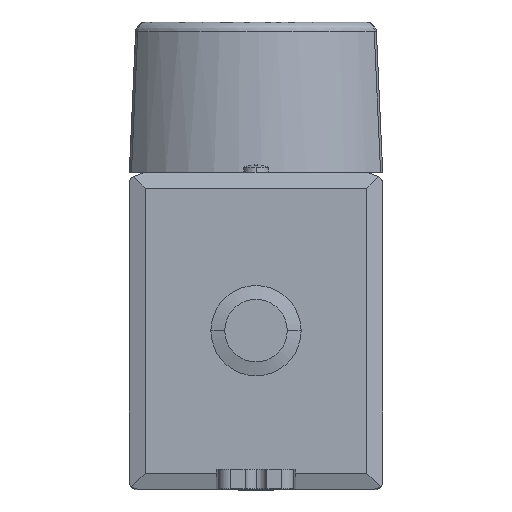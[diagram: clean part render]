
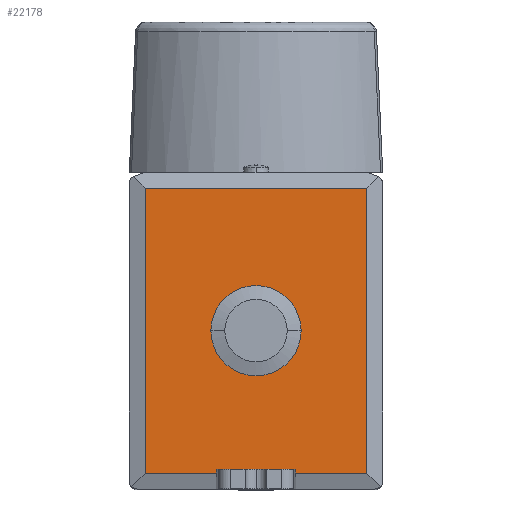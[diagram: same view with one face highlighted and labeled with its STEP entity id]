
A CAD part, top view. The second image highlights one B-rep face of the part: STEP entity #22178.
In plain terms, the highlighted planar face has unit normal (0, 0, 1).
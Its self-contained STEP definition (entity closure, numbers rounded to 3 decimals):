
#1112 = EDGE_LOOP ( 'NONE', ( #4352, #4348 ) ) ;
#2253 = VERTEX_POINT ( 'NONE', #14931 ) ;
#2376 = VERTEX_POINT ( 'NONE', #15054 ) ;
#2557 = VERTEX_POINT ( 'NONE', #15235 ) ;
#2578 = VERTEX_POINT ( 'NONE', #15256 ) ;
#2598 = VERTEX_POINT ( 'NONE', #15276 ) ;
#2599 = VERTEX_POINT ( 'NONE', #15277 ) ;
#2780 = EDGE_LOOP ( 'NONE', ( #4395, #4394, #4392, #4372, #4369, #4370, #4365, #4347 ) ) ;
#3149 = CARTESIAN_POINT ( 'NONE',  ( 30., 77.144, 58. ) ) ;
#3150 = FACE_BOUND ( 'NONE', #1112, .T. ) ;
#3154 = FACE_OUTER_BOUND ( 'NONE', #2780, .T. ) ;
#3155 = PLANE ( 'NONE',  #11444 ) ;
#3157 = DIRECTION ( 'NONE',  ( 0., 0., -1. ) ) ;
#3158 = DIRECTION ( 'NONE',  ( -1., 0., 0. ) ) ;
#4347 = ORIENTED_EDGE ( 'NONE', *, *, #21632, .T. ) ;
#4348 = ORIENTED_EDGE ( 'NONE', *, *, #17506, .T. ) ;
#4352 = ORIENTED_EDGE ( 'NONE', *, *, #21677, .T. ) ;
#4365 = ORIENTED_EDGE ( 'NONE', *, *, #17657, .T. ) ;
#4369 = ORIENTED_EDGE ( 'NONE', *, *, #17839, .T. ) ;
#4370 = ORIENTED_EDGE ( 'NONE', *, *, #17706, .F. ) ;
#4372 = ORIENTED_EDGE ( 'NONE', *, *, #17662, .T. ) ;
#4392 = ORIENTED_EDGE ( 'NONE', *, *, #17811, .T. ) ;
#4394 = ORIENTED_EDGE ( 'NONE', *, *, #21661, .T. ) ;
#4395 = ORIENTED_EDGE ( 'NONE', *, *, #16164, .T. ) ;
#5528 = LINE ( 'NONE', #5530, #7286 ) ;
#5530 = CARTESIAN_POINT ( 'NONE',  ( 30., 4., 58. ) ) ;
#5531 = DIRECTION ( 'NONE',  ( 1., 0., 0. ) ) ;
#7286 = VECTOR ( 'NONE', #5531, 1000. ) ;
#8259 = CARTESIAN_POINT ( 'NONE',  ( 0., 40., 58. ) ) ;
#8260 = DIRECTION ( 'NONE',  ( 0., 0., -1. ) ) ;
#8261 = DIRECTION ( 'NONE',  ( 1., 0., 0. ) ) ;
#8510 = CARTESIAN_POINT ( 'NONE',  ( -10., 5., 58. ) ) ;
#8511 = LINE ( 'NONE', #8510, #18928 ) ;
#8514 = LINE ( 'NONE', #8515, #18932 ) ;
#8515 = CARTESIAN_POINT ( 'NONE',  ( -28., 77.144, 58. ) ) ;
#8519 = DIRECTION ( 'NONE',  ( 1., 0., 0. ) ) ;
#8525 = DIRECTION ( 'NONE',  ( 0., -1., 0. ) ) ;
#8566 = LINE ( 'NONE', #8581, #18951 ) ;
#8581 = CARTESIAN_POINT ( 'NONE',  ( -10., 5., 58. ) ) ;
#8582 = DIRECTION ( 'NONE',  ( 0., -1., 0. ) ) ;
#9181 = VERTEX_POINT ( 'NONE', #15606 ) ;
#9197 = VERTEX_POINT ( 'NONE', #15622 ) ;
#9214 = VERTEX_POINT ( 'NONE', #15639 ) ;
#9227 = VERTEX_POINT ( 'NONE', #15652 ) ;
#11444 = AXIS2_PLACEMENT_3D ( 'NONE', #3149, #3157, #3158 ) ;
#13789 = LINE ( 'NONE', #13790, #19022 ) ;
#13790 = CARTESIAN_POINT ( 'NONE',  ( 30., 76., 58. ) ) ;
#13801 = DIRECTION ( 'NONE',  ( -1., 0., 0. ) ) ;
#13828 = CARTESIAN_POINT ( 'NONE',  ( 30., 4., 58. ) ) ;
#13832 = LINE ( 'NONE', #13828, #19037 ) ;
#13837 = DIRECTION ( 'NONE',  ( 1., 0., 0. ) ) ;
#13886 = LINE ( 'NONE', #13887, #19046 ) ;
#13887 = CARTESIAN_POINT ( 'NONE',  ( 10., 5., 58. ) ) ;
#13888 = DIRECTION ( 'NONE',  ( 0., -1., 0. ) ) ;
#14021 = LINE ( 'NONE', #14022, #19071 ) ;
#14022 = CARTESIAN_POINT ( 'NONE',  ( 28., 77.144, 58. ) ) ;
#14030 = DIRECTION ( 'NONE',  ( 0., 1., 0. ) ) ;
#14097 = CARTESIAN_POINT ( 'NONE',  ( 0., 40., 58. ) ) ;
#14098 = DIRECTION ( 'NONE',  ( 0., 0., -1. ) ) ;
#14099 = DIRECTION ( 'NONE',  ( 1., 0., 0. ) ) ;
#14931 = CARTESIAN_POINT ( 'NONE',  ( -10., 4., 58. ) ) ;
#15054 = CARTESIAN_POINT ( 'NONE',  ( -28., 76., 58. ) ) ;
#15235 = CARTESIAN_POINT ( 'NONE',  ( -10., 5., 58. ) ) ;
#15256 = CARTESIAN_POINT ( 'NONE',  ( 28., 4., 58. ) ) ;
#15276 = CARTESIAN_POINT ( 'NONE',  ( -28., 4., 58. ) ) ;
#15277 = CARTESIAN_POINT ( 'NONE',  ( 28., 76., 58. ) ) ;
#15606 = CARTESIAN_POINT ( 'NONE',  ( 10., 5., 58. ) ) ;
#15622 = CARTESIAN_POINT ( 'NONE',  ( -11.4, 40., 58. ) ) ;
#15639 = CARTESIAN_POINT ( 'NONE',  ( 11.4, 40., 58. ) ) ;
#15652 = CARTESIAN_POINT ( 'NONE',  ( 10., 4., 58. ) ) ;
#16164 = EDGE_CURVE ( 'NONE', #9227, #2578, #5528, .T. ) ;
#17506 = EDGE_CURVE ( 'NONE', #9197, #9214, #18843, .T. ) ;
#17657 = EDGE_CURVE ( 'NONE', #2557, #9181, #8511, .T. ) ;
#17662 = EDGE_CURVE ( 'NONE', #2376, #2598, #8514, .T. ) ;
#17706 = EDGE_CURVE ( 'NONE', #2557, #2253, #8566, .T. ) ;
#17811 = EDGE_CURVE ( 'NONE', #2599, #2376, #13789, .T. ) ;
#17839 = EDGE_CURVE ( 'NONE', #2598, #2253, #13832, .T. ) ;
#18843 = CIRCLE ( 'NONE', #18847, 11.4 ) ;
#18847 = AXIS2_PLACEMENT_3D ( 'NONE', #8259, #8260, #8261 ) ;
#18928 = VECTOR ( 'NONE', #8519, 1000. ) ;
#18932 = VECTOR ( 'NONE', #8525, 1000. ) ;
#18951 = VECTOR ( 'NONE', #8582, 1000. ) ;
#19022 = VECTOR ( 'NONE', #13801, 1000. ) ;
#19037 = VECTOR ( 'NONE', #13837, 1000. ) ;
#19046 = VECTOR ( 'NONE', #13888, 1000. ) ;
#19071 = VECTOR ( 'NONE', #14030, 1000. ) ;
#19090 = CIRCLE ( 'NONE', #19093, 11.4 ) ;
#19093 = AXIS2_PLACEMENT_3D ( 'NONE', #14097, #14098, #14099 ) ;
#21632 = EDGE_CURVE ( 'NONE', #9181, #9227, #13886, .T. ) ;
#21661 = EDGE_CURVE ( 'NONE', #2578, #2599, #14021, .T. ) ;
#21677 = EDGE_CURVE ( 'NONE', #9214, #9197, #19090, .T. ) ;
#22178 = ADVANCED_FACE ( 'NONE', ( #3154, #3150 ), #3155, .F. ) ;
